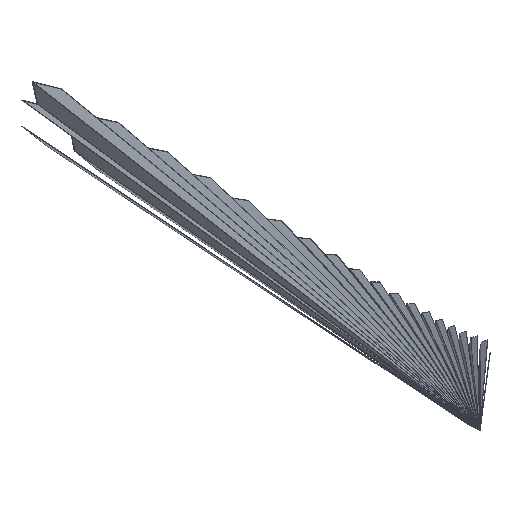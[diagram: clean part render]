
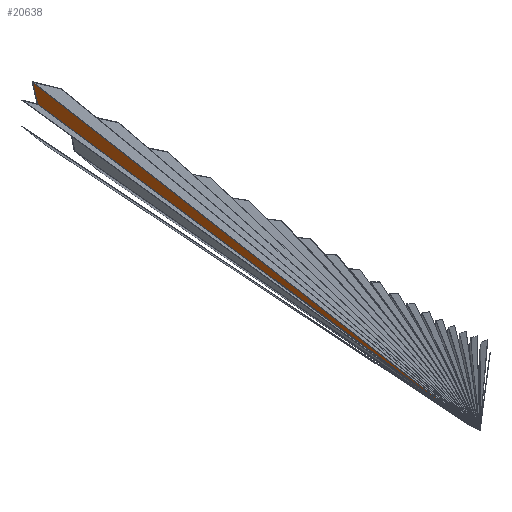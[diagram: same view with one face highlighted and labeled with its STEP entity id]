
A CAD part, left-side view. The second image highlights one B-rep face of the part: STEP entity #20638.
In plain terms, the highlighted planar face has unit normal (-0.304, 0.928, -0.214).
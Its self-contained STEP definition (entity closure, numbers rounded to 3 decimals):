
#228 = PLANE('',#229);
#229 = AXIS2_PLACEMENT_3D('',#230,#231,#232);
#230 = CARTESIAN_POINT('',(20.,4.,4.));
#231 = DIRECTION('',(1.,0.,0.));
#232 = DIRECTION('',(0.,0.,1.));
#12203 = PLANE('',#12204);
#12204 = AXIS2_PLACEMENT_3D('',#12205,#12206,#12207);
#12205 = CARTESIAN_POINT('',(750.,150.,150.));
#12206 = DIRECTION('',(-1.,0.,0.));
#12207 = DIRECTION('',(0.,0.,-1.));
#20534 = PLANE('',#20535);
#20535 = AXIS2_PLACEMENT_3D('',#20536,#20537,#20538);
#20536 = CARTESIAN_POINT('',(389.584,159.399,
    115.608));
#20537 = DIRECTION('',(0.191,0.225,-0.955));
#20538 = DIRECTION('',(0.,-0.973,
    -0.23));
#20571 = VERTEX_POINT('',#20572);
#20572 = CARTESIAN_POINT('',(750.,296.651,220.006));
#20593 = EDGE_CURVE('',#20594,#20571,#20596,.T.);
#20594 = VERTEX_POINT('',#20595);
#20595 = CARTESIAN_POINT('',(20.,8.114,6.068));
#20596 = SURFACE_CURVE('',#20597,(#20601,#20607),.PCURVE_S1.);
#20597 = LINE('',#20598,#20599);
#20598 = CARTESIAN_POINT('',(390.473,154.546,
    114.641));
#20599 = VECTOR('',#20600,1.);
#20600 = DIRECTION('',(0.897,0.355,0.263));
#20601 = PCURVE('',#20534,#20602);
#20602 = DEFINITIONAL_REPRESENTATION('',(#20603),#20606);
#20603 = B_SPLINE_CURVE_WITH_KNOTS('',1,(#20604,#20605),.UNSPECIFIED.,
  .F.,.F.,(2,2),(-494.252,482.052),
  .PIECEWISE_BEZIER_KNOTS.);
#20604 = CARTESIAN_POINT('',(205.389,450.876));
#20605 = CARTESIAN_POINT('',(-190.551,-441.536));
#20606 = ( GEOMETRIC_REPRESENTATION_CONTEXT(2) 
PARAMETRIC_REPRESENTATION_CONTEXT() REPRESENTATION_CONTEXT('2D SPACE',''
  ) );
#20607 = PCURVE('',#20608,#20613);
#20608 = PLANE('',#20609);
#20609 = AXIS2_PLACEMENT_3D('',#20610,#20611,#20612);
#20610 = CARTESIAN_POINT('',(388.291,154.524,
    117.639));
#20611 = DIRECTION('',(0.304,-0.928,0.214));
#20612 = DIRECTION('',(-0.95,-0.311,0.));
#20613 = DEFINITIONAL_REPRESENTATION('',(#20614),#20617);
#20614 = B_SPLINE_CURVE_WITH_KNOTS('',1,(#20615,#20616),.UNSPECIFIED.,
  .F.,.F.,(2,2),(-494.252,482.052),
  .PIECEWISE_BEZIER_KNOTS.);
#20615 = CARTESIAN_POINT('',(473.923,136.13));
#20616 = CARTESIAN_POINT('',(-466.335,-126.707));
#20617 = ( GEOMETRIC_REPRESENTATION_CONTEXT(2) 
PARAMETRIC_REPRESENTATION_CONTEXT() REPRESENTATION_CONTEXT('2D SPACE',''
  ) );
#20638 = ADVANCED_FACE('',(#20639),#20608,.F.);
#20639 = FACE_BOUND('',#20640,.F.);
#20640 = EDGE_LOOP('',(#20641,#20642,#20665,#20692));
#20641 = ORIENTED_EDGE('',*,*,#20593,.T.);
#20642 = ORIENTED_EDGE('',*,*,#20643,.T.);
#20643 = EDGE_CURVE('',#20571,#20644,#20646,.T.);
#20644 = VERTEX_POINT('',#20645);
#20645 = CARTESIAN_POINT('',(750.,300.035,234.657));
#20646 = SURFACE_CURVE('',#20647,(#20651,#20658),.PCURVE_S1.);
#20647 = LINE('',#20648,#20649);
#20648 = CARTESIAN_POINT('',(750.,296.599,219.781));
#20649 = VECTOR('',#20650,1.);
#20650 = DIRECTION('',(0.,0.225,0.974));
#20651 = PCURVE('',#20608,#20652);
#20652 = DEFINITIONAL_REPRESENTATION('',(#20653),#20657);
#20653 = LINE('',#20654,#20655);
#20654 = CARTESIAN_POINT('',(-387.964,-104.573));
#20655 = VECTOR('',#20656,1.);
#20656 = DIRECTION('',(-0.07,-0.998));
#20657 = ( GEOMETRIC_REPRESENTATION_CONTEXT(2) 
PARAMETRIC_REPRESENTATION_CONTEXT() REPRESENTATION_CONTEXT('2D SPACE',''
  ) );
#20658 = PCURVE('',#12203,#20659);
#20659 = DEFINITIONAL_REPRESENTATION('',(#20660),#20664);
#20660 = LINE('',#20661,#20662);
#20661 = CARTESIAN_POINT('',(-69.781,-146.599));
#20662 = VECTOR('',#20663,1.);
#20663 = DIRECTION('',(-0.974,-0.225));
#20664 = ( GEOMETRIC_REPRESENTATION_CONTEXT(2) 
PARAMETRIC_REPRESENTATION_CONTEXT() REPRESENTATION_CONTEXT('2D SPACE',''
  ) );
#20665 = ORIENTED_EDGE('',*,*,#20666,.T.);
#20666 = EDGE_CURVE('',#20644,#20667,#20669,.T.);
#20667 = VERTEX_POINT('',#20668);
#20668 = CARTESIAN_POINT('',(20.,8.154,6.24));
#20669 = SURFACE_CURVE('',#20670,(#20674,#20681),.PCURVE_S1.);
#20670 = LINE('',#20671,#20672);
#20671 = CARTESIAN_POINT('',(750.,300.035,234.657));
#20672 = VECTOR('',#20673,1.);
#20673 = DIRECTION('',(-0.892,-0.357,-0.279)
  );
#20674 = PCURVE('',#20608,#20675);
#20675 = DEFINITIONAL_REPRESENTATION('',(#20676),#20680);
#20676 = LINE('',#20677,#20678);
#20677 = CARTESIAN_POINT('',(-389.033,-119.803));
#20678 = VECTOR('',#20679,1.);
#20679 = DIRECTION('',(0.958,0.286));
#20680 = ( GEOMETRIC_REPRESENTATION_CONTEXT(2) 
PARAMETRIC_REPRESENTATION_CONTEXT() REPRESENTATION_CONTEXT('2D SPACE',''
  ) );
#20681 = PCURVE('',#20682,#20687);
#20682 = PLANE('',#20683);
#20683 = AXIS2_PLACEMENT_3D('',#20684,#20685,#20686);
#20684 = CARTESIAN_POINT('',(385.,153.937,120.466));
#20685 = DIRECTION('',(0.335,-0.106,-0.936));
#20686 = DIRECTION('',(-0.941,0.,-0.337));
#20687 = DEFINITIONAL_REPRESENTATION('',(#20688),#20691);
#20688 = B_SPLINE_CURVE_WITH_KNOTS('',1,(#20689,#20690),.UNSPECIFIED.,
  .F.,.F.,(2,2),(0.,818.699),.PIECEWISE_BEZIER_KNOTS.);
#20689 = CARTESIAN_POINT('',(-382.126,146.931));
#20690 = CARTESIAN_POINT('',(382.138,-146.614));
#20691 = ( GEOMETRIC_REPRESENTATION_CONTEXT(2) 
PARAMETRIC_REPRESENTATION_CONTEXT() REPRESENTATION_CONTEXT('2D SPACE',''
  ) );
#20692 = ORIENTED_EDGE('',*,*,#20693,.F.);
#20693 = EDGE_CURVE('',#20594,#20667,#20694,.T.);
#20694 = SURFACE_CURVE('',#20695,(#20699,#20705),.PCURVE_S1.);
#20695 = LINE('',#20696,#20697);
#20696 = CARTESIAN_POINT('',(20.,8.062,5.843));
#20697 = VECTOR('',#20698,1.);
#20698 = DIRECTION('',(0.,0.225,0.974));
#20699 = PCURVE('',#20608,#20700);
#20700 = DEFINITIONAL_REPRESENTATION('',(#20701),#20704);
#20701 = B_SPLINE_CURVE_WITH_KNOTS('',1,(#20702,#20703),.UNSPECIFIED.,
  .F.,.F.,(2,2),(0.,0.408),.PIECEWISE_BEZIER_KNOTS.);
#20702 = CARTESIAN_POINT('',(395.585,114.458));
#20703 = CARTESIAN_POINT('',(395.556,114.051));
#20704 = ( GEOMETRIC_REPRESENTATION_CONTEXT(2) 
PARAMETRIC_REPRESENTATION_CONTEXT() REPRESENTATION_CONTEXT('2D SPACE',''
  ) );
#20705 = PCURVE('',#228,#20706);
#20706 = DEFINITIONAL_REPRESENTATION('',(#20707),#20711);
#20707 = LINE('',#20708,#20709);
#20708 = CARTESIAN_POINT('',(1.843,-4.062));
#20709 = VECTOR('',#20710,1.);
#20710 = DIRECTION('',(0.974,-0.225));
#20711 = ( GEOMETRIC_REPRESENTATION_CONTEXT(2) 
PARAMETRIC_REPRESENTATION_CONTEXT() REPRESENTATION_CONTEXT('2D SPACE',''
  ) );
